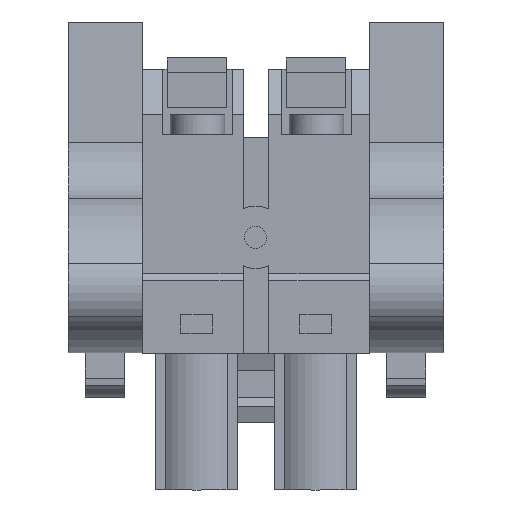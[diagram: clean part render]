
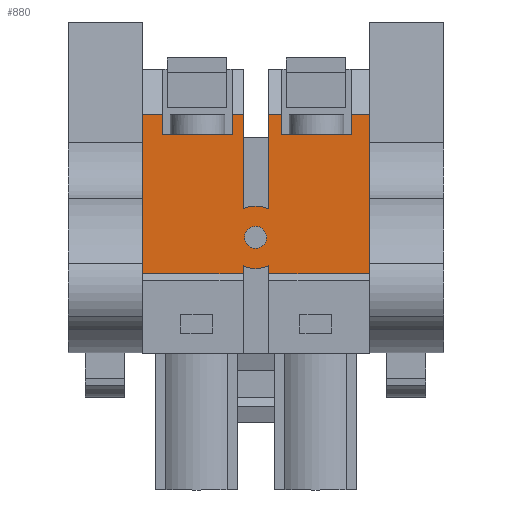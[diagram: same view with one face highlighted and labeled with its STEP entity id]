
A CAD part, front view. The second image highlights one B-rep face of the part: STEP entity #880.
In plain terms, the highlighted planar face has unit normal (0, -1, 0).
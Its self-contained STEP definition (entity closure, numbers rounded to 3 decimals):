
#680=AXIS2_PLACEMENT_3D('Plane Axis2P3D',#677,#678,#679) ;
#762=AXIS2_PLACEMENT_3D('Circle Axis2P3D',#760,#761,$) ;
#769=AXIS2_PLACEMENT_3D('Circle Axis2P3D',#767,#768,$) ;
#848=AXIS2_PLACEMENT_3D('Circle Axis2P3D',#846,#847,$) ;
#857=AXIS2_PLACEMENT_3D('Circle Axis2P3D',#855,#856,$) ;
#864=AXIS2_PLACEMENT_3D('Circle Axis2P3D',#862,#863,$) ;
#871=AXIS2_PLACEMENT_3D('Circle Axis2P3D',#869,#870,$) ;
#120=CARTESIAN_POINT('Line Origine',(11.214,0.713,14.087)) ;
#124=CARTESIAN_POINT('Vertex',(11.214,0.713,14.341)) ;
#126=CARTESIAN_POINT('Vertex',(11.214,0.713,13.833)) ;
#459=CARTESIAN_POINT('Vertex',(4.752,0.713,13.833)) ;
#462=CARTESIAN_POINT('Line Origine',(4.752,0.713,18.936)) ;
#466=CARTESIAN_POINT('Vertex',(4.752,0.713,24.04)) ;
#564=CARTESIAN_POINT('Line Origine',(7.983,0.713,13.833)) ;
#677=CARTESIAN_POINT('Axis2P3D Location',(4.752,0.713,13.833)) ;
#683=CARTESIAN_POINT('Control Point',(12.032,0.713,14.177)) ;
#684=CARTESIAN_POINT('Control Point',(12.066,0.713,14.178)) ;
#685=CARTESIAN_POINT('Control Point',(12.1,0.713,14.179)) ;
#686=CARTESIAN_POINT('Control Point',(12.134,0.713,14.181)) ;
#687=CARTESIAN_POINT('Control Point',(12.301,0.713,14.194)) ;
#688=CARTESIAN_POINT('Control Point',(12.467,0.713,14.224)) ;
#689=CARTESIAN_POINT('Control Point',(12.598,0.713,14.26)) ;
#690=CARTESIAN_POINT('Control Point',(12.725,0.713,14.306)) ;
#691=CARTESIAN_POINT('Control Point',(12.846,0.713,14.362)) ;
#692=CARTESIAN_POINT('Vertex',(12.032,0.713,14.177)) ;
#694=CARTESIAN_POINT('Vertex',(12.846,0.713,14.362)) ;
#697=CARTESIAN_POINT('Line Origine',(12.846,0.713,14.097)) ;
#701=CARTESIAN_POINT('Vertex',(12.846,0.713,13.833)) ;
#704=CARTESIAN_POINT('Line Origine',(16.079,0.713,13.833)) ;
#708=CARTESIAN_POINT('Vertex',(19.312,0.713,13.833)) ;
#711=CARTESIAN_POINT('Line Origine',(19.312,0.713,18.936)) ;
#715=CARTESIAN_POINT('Vertex',(19.312,0.713,24.04)) ;
#718=CARTESIAN_POINT('Line Origine',(18.719,0.713,24.04)) ;
#722=CARTESIAN_POINT('Vertex',(18.126,0.713,24.04)) ;
#725=CARTESIAN_POINT('Line Origine',(18.126,0.713,23.39)) ;
#729=CARTESIAN_POINT('Vertex',(18.126,0.713,22.74)) ;
#732=CARTESIAN_POINT('Line Origine',(15.909,0.713,22.74)) ;
#736=CARTESIAN_POINT('Vertex',(13.693,0.713,22.74)) ;
#739=CARTESIAN_POINT('Line Origine',(13.693,0.713,23.39)) ;
#743=CARTESIAN_POINT('Vertex',(13.693,0.713,24.04)) ;
#746=CARTESIAN_POINT('Line Origine',(13.27,0.713,24.04)) ;
#750=CARTESIAN_POINT('Vertex',(12.846,0.713,24.04)) ;
#753=CARTESIAN_POINT('Line Origine',(12.846,0.713,21.016)) ;
#757=CARTESIAN_POINT('Vertex',(12.846,0.713,17.992)) ;
#760=CARTESIAN_POINT('Axis2P3D Location',(12.007,0.713,16.177)) ;
#764=CARTESIAN_POINT('Vertex',(12.032,0.713,18.177)) ;
#767=CARTESIAN_POINT('Axis2P3D Location',(12.007,0.713,16.177)) ;
#771=CARTESIAN_POINT('Vertex',(11.214,0.713,18.013)) ;
#774=CARTESIAN_POINT('Line Origine',(11.214,0.713,21.027)) ;
#778=CARTESIAN_POINT('Vertex',(11.214,0.713,24.04)) ;
#781=CARTESIAN_POINT('Line Origine',(10.86,0.713,24.04)) ;
#785=CARTESIAN_POINT('Vertex',(10.506,0.713,24.04)) ;
#788=CARTESIAN_POINT('Line Origine',(10.506,0.713,23.39)) ;
#792=CARTESIAN_POINT('Vertex',(10.506,0.713,22.74)) ;
#795=CARTESIAN_POINT('Line Origine',(8.289,0.713,22.74)) ;
#799=CARTESIAN_POINT('Vertex',(6.073,0.713,22.74)) ;
#802=CARTESIAN_POINT('Line Origine',(6.073,0.713,23.39)) ;
#806=CARTESIAN_POINT('Vertex',(6.073,0.713,24.04)) ;
#809=CARTESIAN_POINT('Line Origine',(5.412,0.713,24.04)) ;
#815=CARTESIAN_POINT('Control Point',(11.214,0.713,14.341)) ;
#816=CARTESIAN_POINT('Control Point',(11.369,0.713,14.274)) ;
#817=CARTESIAN_POINT('Control Point',(11.53,0.713,14.224)) ;
#818=CARTESIAN_POINT('Control Point',(11.696,0.713,14.191)) ;
#819=CARTESIAN_POINT('Control Point',(11.864,0.713,14.175)) ;
#820=CARTESIAN_POINT('Control Point',(12.032,0.713,14.177)) ;
#846=CARTESIAN_POINT('Axis2P3D Location',(12.007,0.713,16.175)) ;
#850=CARTESIAN_POINT('Vertex',(12.032,0.713,15.471)) ;
#852=CARTESIAN_POINT('Vertex',(12.344,0.713,16.795)) ;
#855=CARTESIAN_POINT('Axis2P3D Location',(12.007,0.713,16.175)) ;
#859=CARTESIAN_POINT('Vertex',(11.67,0.713,15.556)) ;
#862=CARTESIAN_POINT('Axis2P3D Location',(12.007,0.713,16.175)) ;
#866=CARTESIAN_POINT('Vertex',(12.032,0.713,16.88)) ;
#869=CARTESIAN_POINT('Axis2P3D Location',(12.007,0.713,16.175)) ;
#121=DIRECTION('Vector Direction',(0.,0.,-1.)) ;
#463=DIRECTION('Vector Direction',(0.,0.,1.)) ;
#565=DIRECTION('Vector Direction',(1.,0.,0.)) ;
#678=DIRECTION('Axis2P3D Direction',(0.,1.,0.)) ;
#679=DIRECTION('Axis2P3D XDirection',(0.,0.,1.)) ;
#698=DIRECTION('Vector Direction',(0.,0.,-1.)) ;
#705=DIRECTION('Vector Direction',(1.,0.,0.)) ;
#712=DIRECTION('Vector Direction',(0.,0.,1.)) ;
#719=DIRECTION('Vector Direction',(1.,0.,0.)) ;
#726=DIRECTION('Vector Direction',(0.,0.,-1.)) ;
#733=DIRECTION('Vector Direction',(1.,0.,0.)) ;
#740=DIRECTION('Vector Direction',(0.,0.,-1.)) ;
#747=DIRECTION('Vector Direction',(1.,0.,0.)) ;
#754=DIRECTION('Vector Direction',(0.,0.,1.)) ;
#761=DIRECTION('Axis2P3D Direction',(0.,1.,0.)) ;
#768=DIRECTION('Axis2P3D Direction',(0.,1.,0.)) ;
#775=DIRECTION('Vector Direction',(0.,0.,1.)) ;
#782=DIRECTION('Vector Direction',(1.,0.,0.)) ;
#789=DIRECTION('Vector Direction',(0.,0.,-1.)) ;
#796=DIRECTION('Vector Direction',(1.,0.,0.)) ;
#803=DIRECTION('Vector Direction',(0.,0.,-1.)) ;
#810=DIRECTION('Vector Direction',(1.,0.,0.)) ;
#847=DIRECTION('Axis2P3D Direction',(0.,1.,0.)) ;
#856=DIRECTION('Axis2P3D Direction',(0.,1.,0.)) ;
#863=DIRECTION('Axis2P3D Direction',(0.,1.,0.)) ;
#870=DIRECTION('Axis2P3D Direction',(0.,1.,0.)) ;
#122=VECTOR('Line Direction',#121,1.) ;
#464=VECTOR('Line Direction',#463,1.) ;
#566=VECTOR('Line Direction',#565,1.) ;
#699=VECTOR('Line Direction',#698,1.) ;
#706=VECTOR('Line Direction',#705,1.) ;
#713=VECTOR('Line Direction',#712,1.) ;
#720=VECTOR('Line Direction',#719,1.) ;
#727=VECTOR('Line Direction',#726,1.) ;
#734=VECTOR('Line Direction',#733,1.) ;
#741=VECTOR('Line Direction',#740,1.) ;
#748=VECTOR('Line Direction',#747,1.) ;
#755=VECTOR('Line Direction',#754,1.) ;
#776=VECTOR('Line Direction',#775,1.) ;
#783=VECTOR('Line Direction',#782,1.) ;
#790=VECTOR('Line Direction',#789,1.) ;
#797=VECTOR('Line Direction',#796,1.) ;
#804=VECTOR('Line Direction',#803,1.) ;
#811=VECTOR('Line Direction',#810,1.) ;
#823=ORIENTED_EDGE('',*,*,#696,.T.) ;
#824=ORIENTED_EDGE('',*,*,#703,.T.) ;
#825=ORIENTED_EDGE('',*,*,#710,.T.) ;
#826=ORIENTED_EDGE('',*,*,#717,.T.) ;
#827=ORIENTED_EDGE('',*,*,#724,.F.) ;
#828=ORIENTED_EDGE('',*,*,#731,.T.) ;
#829=ORIENTED_EDGE('',*,*,#738,.F.) ;
#830=ORIENTED_EDGE('',*,*,#745,.F.) ;
#831=ORIENTED_EDGE('',*,*,#752,.F.) ;
#832=ORIENTED_EDGE('',*,*,#759,.F.) ;
#833=ORIENTED_EDGE('',*,*,#766,.F.) ;
#834=ORIENTED_EDGE('',*,*,#773,.F.) ;
#835=ORIENTED_EDGE('',*,*,#780,.T.) ;
#836=ORIENTED_EDGE('',*,*,#787,.F.) ;
#837=ORIENTED_EDGE('',*,*,#794,.T.) ;
#838=ORIENTED_EDGE('',*,*,#801,.F.) ;
#839=ORIENTED_EDGE('',*,*,#808,.F.) ;
#840=ORIENTED_EDGE('',*,*,#813,.F.) ;
#841=ORIENTED_EDGE('',*,*,#468,.F.) ;
#842=ORIENTED_EDGE('',*,*,#568,.T.) ;
#843=ORIENTED_EDGE('',*,*,#128,.F.) ;
#844=ORIENTED_EDGE('',*,*,#821,.T.) ;
#875=ORIENTED_EDGE('',*,*,#854,.F.) ;
#876=ORIENTED_EDGE('',*,*,#861,.F.) ;
#877=ORIENTED_EDGE('',*,*,#868,.F.) ;
#878=ORIENTED_EDGE('',*,*,#873,.F.) ;
#879=FACE_BOUND('',#874,.T.) ;
#880=ADVANCED_FACE('HOUSING',(#845,#879),#681,.F.) ;
#682=B_SPLINE_CURVE_WITH_KNOTS('',5,(#683,#684,#685,#686,#687,#688,#689,#690,#691),.UNSPECIFIED.,.F.,.U.,(6,3,6),(1.188,1.429,2.375),.UNSPECIFIED.) ;
#814=B_SPLINE_CURVE_WITH_KNOTS('',5,(#815,#816,#817,#818,#819,#820),.UNSPECIFIED.,.F.,.U.,(6,6),(0.,1.188),.UNSPECIFIED.) ;
#763=CIRCLE('generated circle',#762,2.) ;
#770=CIRCLE('generated circle',#769,2.) ;
#849=CIRCLE('generated circle',#848,0.705) ;
#858=CIRCLE('generated circle',#857,0.705) ;
#865=CIRCLE('generated circle',#864,0.705) ;
#872=CIRCLE('generated circle',#871,0.705) ;
#128=EDGE_CURVE('',#125,#127,#123,.T.) ;
#468=EDGE_CURVE('',#460,#467,#465,.T.) ;
#568=EDGE_CURVE('',#460,#127,#567,.T.) ;
#696=EDGE_CURVE('',#693,#695,#682,.T.) ;
#703=EDGE_CURVE('',#695,#702,#700,.T.) ;
#710=EDGE_CURVE('',#702,#709,#707,.T.) ;
#717=EDGE_CURVE('',#709,#716,#714,.T.) ;
#724=EDGE_CURVE('',#723,#716,#721,.T.) ;
#731=EDGE_CURVE('',#723,#730,#728,.T.) ;
#738=EDGE_CURVE('',#737,#730,#735,.T.) ;
#745=EDGE_CURVE('',#744,#737,#742,.T.) ;
#752=EDGE_CURVE('',#751,#744,#749,.T.) ;
#759=EDGE_CURVE('',#758,#751,#756,.T.) ;
#766=EDGE_CURVE('',#765,#758,#763,.T.) ;
#773=EDGE_CURVE('',#772,#765,#770,.T.) ;
#780=EDGE_CURVE('',#772,#779,#777,.T.) ;
#787=EDGE_CURVE('',#786,#779,#784,.T.) ;
#794=EDGE_CURVE('',#786,#793,#791,.T.) ;
#801=EDGE_CURVE('',#800,#793,#798,.T.) ;
#808=EDGE_CURVE('',#807,#800,#805,.T.) ;
#813=EDGE_CURVE('',#467,#807,#812,.T.) ;
#821=EDGE_CURVE('',#125,#693,#814,.T.) ;
#854=EDGE_CURVE('',#851,#853,#849,.F.) ;
#861=EDGE_CURVE('',#860,#851,#858,.F.) ;
#868=EDGE_CURVE('',#867,#860,#865,.F.) ;
#873=EDGE_CURVE('',#853,#867,#872,.F.) ;
#822=EDGE_LOOP('',(#823,#824,#825,#826,#827,#828,#829,#830,#831,#832,#833,#834,#835,#836,#837,#838,#839,#840,#841,#842,#843,#844)) ;
#874=EDGE_LOOP('',(#875,#876,#877,#878)) ;
#845=FACE_OUTER_BOUND('',#822,.T.) ;
#123=LINE('Line',#120,#122) ;
#465=LINE('Line',#462,#464) ;
#567=LINE('Line',#564,#566) ;
#700=LINE('Line',#697,#699) ;
#707=LINE('Line',#704,#706) ;
#714=LINE('Line',#711,#713) ;
#721=LINE('Line',#718,#720) ;
#728=LINE('Line',#725,#727) ;
#735=LINE('Line',#732,#734) ;
#742=LINE('Line',#739,#741) ;
#749=LINE('Line',#746,#748) ;
#756=LINE('Line',#753,#755) ;
#777=LINE('Line',#774,#776) ;
#784=LINE('Line',#781,#783) ;
#791=LINE('Line',#788,#790) ;
#798=LINE('Line',#795,#797) ;
#805=LINE('Line',#802,#804) ;
#812=LINE('Line',#809,#811) ;
#681=PLANE('',#680) ;
#125=VERTEX_POINT('',#124) ;
#127=VERTEX_POINT('',#126) ;
#460=VERTEX_POINT('',#459) ;
#467=VERTEX_POINT('',#466) ;
#693=VERTEX_POINT('',#692) ;
#695=VERTEX_POINT('',#694) ;
#702=VERTEX_POINT('',#701) ;
#709=VERTEX_POINT('',#708) ;
#716=VERTEX_POINT('',#715) ;
#723=VERTEX_POINT('',#722) ;
#730=VERTEX_POINT('',#729) ;
#737=VERTEX_POINT('',#736) ;
#744=VERTEX_POINT('',#743) ;
#751=VERTEX_POINT('',#750) ;
#758=VERTEX_POINT('',#757) ;
#765=VERTEX_POINT('',#764) ;
#772=VERTEX_POINT('',#771) ;
#779=VERTEX_POINT('',#778) ;
#786=VERTEX_POINT('',#785) ;
#793=VERTEX_POINT('',#792) ;
#800=VERTEX_POINT('',#799) ;
#807=VERTEX_POINT('',#806) ;
#851=VERTEX_POINT('',#850) ;
#853=VERTEX_POINT('',#852) ;
#860=VERTEX_POINT('',#859) ;
#867=VERTEX_POINT('',#866) ;
